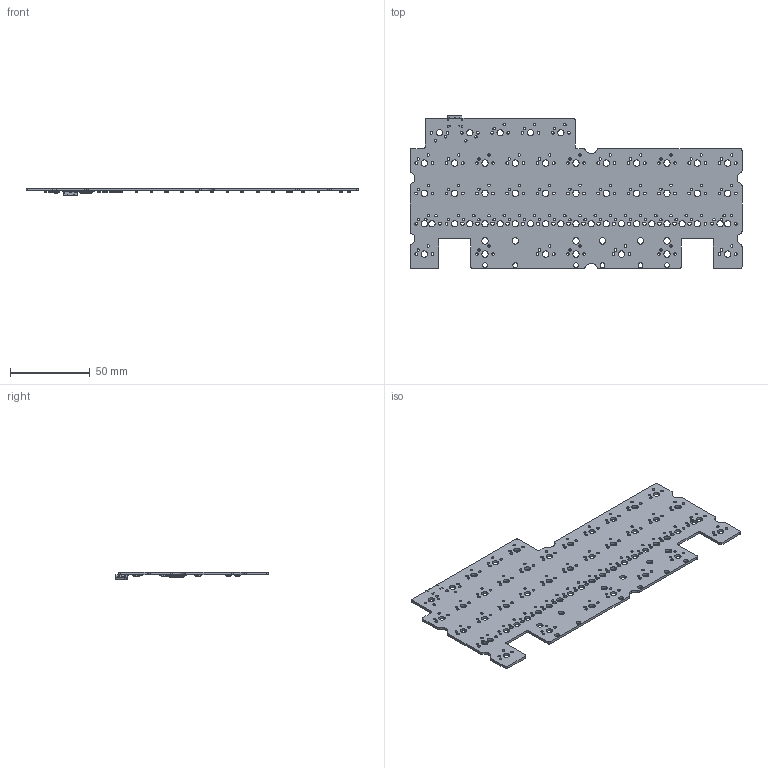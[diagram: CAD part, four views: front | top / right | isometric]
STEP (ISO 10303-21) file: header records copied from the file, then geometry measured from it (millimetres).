
FILE_DESCRIPTION(('KiCad electronic assembly'),'2;1');
FILE_NAME('nomaad.step','2024-08-12T18:27:09',('Pcbnew'),('Kicad'), 'Open CASCADE STEP processor 7.7','KiCad to STEP converter','Unknown' );
FILE_SCHEMA(('AUTOMOTIVE_DESIGN { 1 0 10303 214 1 1 1 1 }'));
Length unit declared in the file: millimetre
Products named in the file (22): nomaad 1; C_0402_1005Metric; D_SOD-123; D_SOD_123; Fuse_1206_3216Metric; SW_SPST_TL3342; SOT-143; SOT_143; R_0402_1005Metric; LQFP-48_7x7mm_P0.5mm; LQFP_48_7x7mm_P05mm; CON_TYPE-C-31-M-12; CON_TYPE-C-31-M-12 v3; C_0603_1608Metric; SOT-23; SOT_23; nomaad_PCB
Assembly tree (76 placements, depth 3):
  nomaad 1
    C_0402_1005Metric  x9
      C_0402_1005Metric
    D_SOD-123  x44
      D_SOD_123
    Fuse_1206_3216Metric
      Fuse_1206_3216Metric
    SW_SPST_TL3342  x2
      SW_SPST_TL3342
    SOT-143
      SOT_143
    R_0402_1005Metric  x4
      R_0402_1005Metric
    LQFP-48_7x7mm_P0.5mm
      LQFP_48_7x7mm_P05mm
    CON_TYPE-C-31-M-12
      CON_TYPE-C-31-M-12 v3
    C_0603_1608Metric
      C_0603_1608Metric
    SOT-23
      SOT_23
    nomaad_PCB
Bounding box: 208.5 x 95.99 x 4.85 mm (x, y, z)
Volume: 25001.1 mm3; surface area: 36675.3 mm2
Topology: 69 solids, 71 shells, 5639 faces, 14043 edges, 8600 vertices
Faces by surface type: plane 2922, cylinder 1340, bspline 1311, sphere 32, torus 28, cone 6
Full cylindrical faces by diameter (mm): 0.5 x3, 0.65 x2, 1.524 x108, 1.75 x74, 2 x2, 3.048 x6, 3.988 x59
Entity records: 84169 total; most frequent: CARTESIAN_POINT 16626, ORIENTED_EDGE 12012, DIRECTION 11854, EDGE_CURVE 6006, LINE 4072, VECTOR 4072, AXIS2_PLACEMENT_3D 3891, VERTEX_POINT 3793
